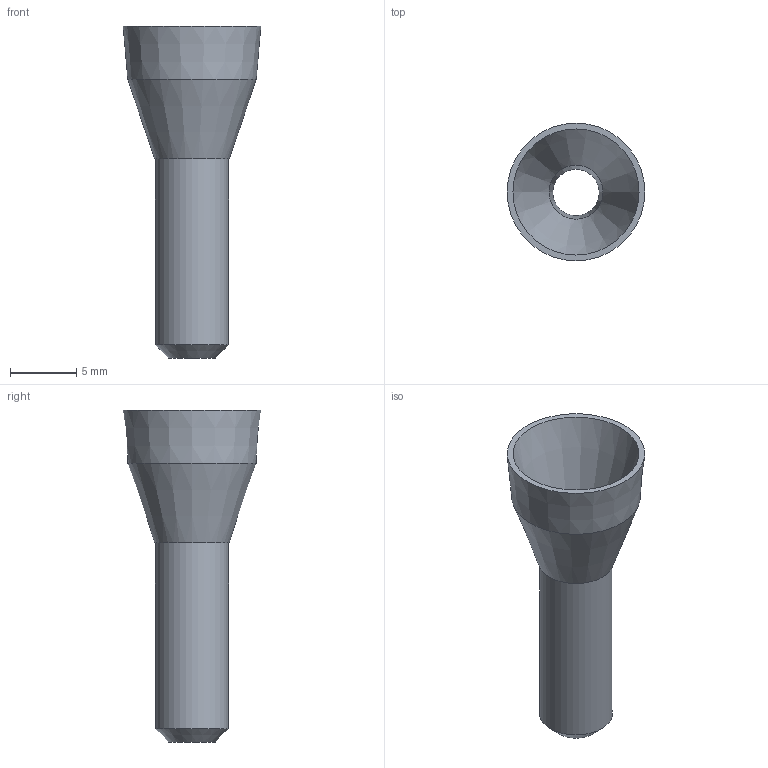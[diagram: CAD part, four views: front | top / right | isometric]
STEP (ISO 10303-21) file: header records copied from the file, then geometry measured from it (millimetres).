
FILE_DESCRIPTION(/* description */ (''),/* implementation_level */ '2;1');
FILE_NAME(/* name */ 'Open Chamber Plug v1.step',/* time_stamp */ '2022-10-31T06:59:54Z',/* author */ (''),/* organization */ (''),/* preprocessor_version */ 'ST-DEVELOPER v19.2',/* originating_system */ 'Autodesk Translation Framework v11.17.0.187',/* authorisation */ '');
FILE_SCHEMA (('AUTOMOTIVE_DESIGN { 1 0 10303 214 3 1 1 }'));
Length unit declared in the file: millimetre
Products named in the file (1): Open Chamber Plug
Bounding box: 10.37 x 10.37 x 25 mm (x, y, z)
Volume: 430.9 mm3; surface area: 942.1 mm2
Topology: 1 solids, 1 shells, 9 faces, 17 edges, 10 vertices
Faces by surface type: cone 5, plane 2, cylinder 2
Full cylindrical faces by diameter (mm): 3.5 x1, 5.5 x1
Entity records: 266 total; most frequent: DIRECTION 47, CARTESIAN_POINT 37, ORIENTED_EDGE 34, AXIS2_PLACEMENT_3D 20, EDGE_CURVE 17, EDGE_LOOP 11, CIRCLE 10, VERTEX_POINT 10
